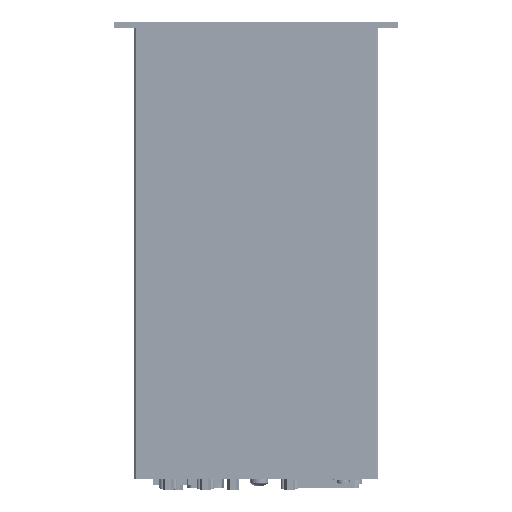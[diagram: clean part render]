
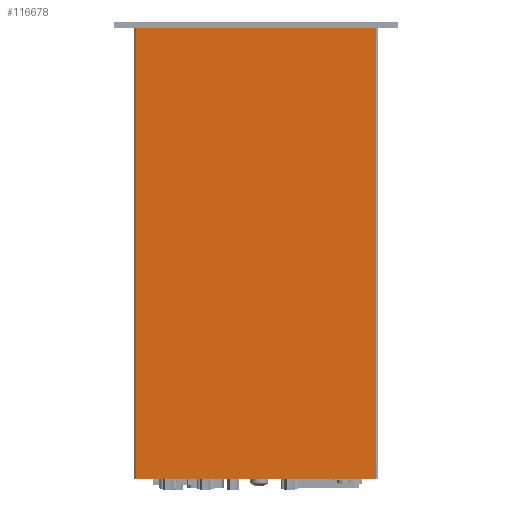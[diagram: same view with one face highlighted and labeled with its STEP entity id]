
A CAD part, left-side view. The second image highlights one B-rep face of the part: STEP entity #116678.
In plain terms, the highlighted planar face has unit normal (-1, 0, 0).
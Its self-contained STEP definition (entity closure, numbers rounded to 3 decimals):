
#14010=FACE_OUTER_BOUND($,#20839,.T.);
#20839=EDGE_LOOP($,(#94944,#94945,#94946,#94947));
#30698=LINE($,#210388,#41206);
#30699=LINE($,#210390,#41207);
#30700=LINE($,#210392,#41208);
#30701=LINE($,#210393,#41209);
#41206=VECTOR($,#151143,108.);
#41207=VECTOR($,#151144,203.5);
#41208=VECTOR($,#151145,108.);
#41209=VECTOR($,#151146,203.5);
#52301=VERTEX_POINT($,#210386);
#52302=VERTEX_POINT($,#210387);
#52303=VERTEX_POINT($,#210389);
#52304=VERTEX_POINT($,#210391);
#67185=EDGE_CURVE($,#52301,#52302,#30698,.T.);
#67186=EDGE_CURVE($,#52302,#52303,#30699,.T.);
#67187=EDGE_CURVE($,#52303,#52304,#30700,.T.);
#67188=EDGE_CURVE($,#52304,#52301,#30701,.T.);
#94944=ORIENTED_EDGE($,*,*,#67185,.T.);
#94945=ORIENTED_EDGE($,*,*,#67186,.T.);
#94946=ORIENTED_EDGE($,*,*,#67187,.T.);
#94947=ORIENTED_EDGE($,*,*,#67188,.T.);
#105333=PLANE($,#125686);
#116678=ADVANCED_FACE($,(#14010),#105333,.F.);
#125686=AXIS2_PLACEMENT_3D($,#210385,#151141,#151142);
#151141=DIRECTION('center_axis',(1.,0.,0.));
#151142=DIRECTION('ref_axis',(0.,-1.,0.));
#151143=DIRECTION($,(0.,1.,0.));
#151144=DIRECTION($,(0.,0.,-1.));
#151145=DIRECTION($,(0.,-1.,0.));
#151146=DIRECTION($,(0.,0.,1.));
#210385=CARTESIAN_POINT('Origin',(-51.8,55.,-202.));
#210386=CARTESIAN_POINT('',(-51.8,-54.,0.));
#210387=CARTESIAN_POINT('',(-51.8,54.,0.));
#210388=CARTESIAN_POINT($,(-51.8,55.,0.));
#210389=CARTESIAN_POINT('',(-51.8,54.,-203.5));
#210390=CARTESIAN_POINT($,(-51.8,54.,-202.));
#210391=CARTESIAN_POINT('',(-51.8,-54.,-203.5));
#210392=CARTESIAN_POINT($,(-51.8,55.,-203.5));
#210393=CARTESIAN_POINT($,(-51.8,-54.,-202.));
